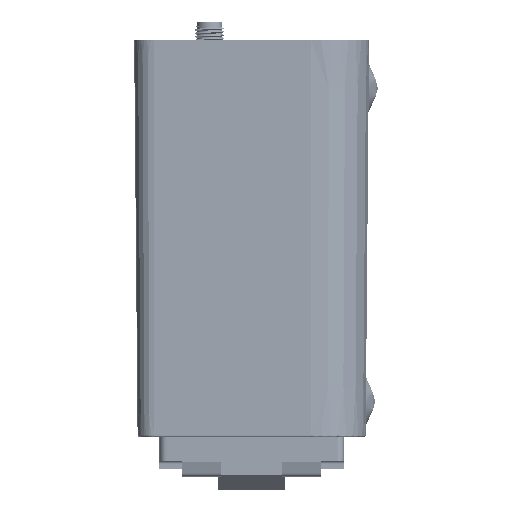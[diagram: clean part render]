
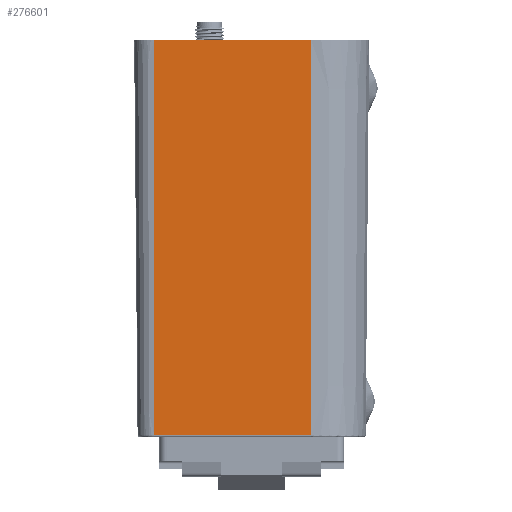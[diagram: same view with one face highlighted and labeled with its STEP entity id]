
A CAD part, left-side view. The second image highlights one B-rep face of the part: STEP entity #276601.
In plain terms, the highlighted face is planar.
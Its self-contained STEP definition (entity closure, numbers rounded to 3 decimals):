
#9814 = PLANE ( 'NONE',  #311417 ) ;
#17536 = CARTESIAN_POINT ( 'NONE',  ( 115.5, 1.1, 0. ) ) ;
#28964 = ORIENTED_EDGE ( 'NONE', *, *, #90278, .F. ) ;
#48722 = VECTOR ( 'NONE', #232201, 1000. ) ;
#71952 = LINE ( 'NONE', #147225, #350387 ) ;
#90278 = EDGE_CURVE ( 'NONE', #164085, #123059, #309667, .T. ) ;
#94345 = VERTEX_POINT ( 'NONE', #139835 ) ;
#107760 = CARTESIAN_POINT ( 'NONE',  ( 115.504, 3.5, 0.496 ) ) ;
#123059 = VERTEX_POINT ( 'NONE', #337949 ) ;
#132010 = FACE_OUTER_BOUND ( 'NONE', #366145, .T. ) ;
#134419 = CARTESIAN_POINT ( 'NONE',  ( 116.23, 36.5, 83.7 ) ) ;
#139252 = ORIENTED_EDGE ( 'NONE', *, *, #187383, .T. ) ;
#139835 = CARTESIAN_POINT ( 'NONE',  ( 115.504, 36.5, 0.496 ) ) ;
#147225 = CARTESIAN_POINT ( 'NONE',  ( 115.504, 1.1, 0.496 ) ) ;
#152785 = VECTOR ( 'NONE', #219511, 1000. ) ;
#164085 = VERTEX_POINT ( 'NONE', #183913 ) ;
#165262 = DIRECTION ( 'NONE',  ( 1., 0., -0.009 ) ) ;
#175283 = ORIENTED_EDGE ( 'NONE', *, *, #317379, .F. ) ;
#183913 = CARTESIAN_POINT ( 'NONE',  ( 115.504, 3.5, 0.496 ) ) ;
#187383 = EDGE_CURVE ( 'NONE', #164085, #94345, #71952, .T. ) ;
#219511 = DIRECTION ( 'NONE',  ( -0.009, 0., -1. ) ) ;
#228312 = CARTESIAN_POINT ( 'NONE',  ( 116.23, 24., 83.7 ) ) ;
#232201 = DIRECTION ( 'NONE',  ( 0., 1., 0. ) ) ;
#232245 = ORIENTED_EDGE ( 'NONE', *, *, #344111, .F. ) ;
#237383 = LINE ( 'NONE', #307535, #152785 ) ;
#257895 = CARTESIAN_POINT ( 'NONE',  ( 116.23, 3.5, 83.7 ) ) ;
#268302 = DIRECTION ( 'NONE',  ( 0., 1., 0. ) ) ;
#276601 = ADVANCED_FACE ( 'NONE', ( #132010 ), #9814, .T. ) ;
#279209 = VERTEX_POINT ( 'NONE', #134419 ) ;
#284572 = LINE ( 'NONE', #228312, #48722 ) ;
#285010 = DIRECTION ( 'NONE',  ( -0.009, 0., -1. ) ) ;
#307535 = CARTESIAN_POINT ( 'NONE',  ( 115.867, 36.5, 42.098 ) ) ;
#309667 = B_SPLINE_CURVE_WITH_KNOTS ( 'NONE', 1,
 ( #107760, #257895 ),
 .UNSPECIFIED., .F., .F.,
 ( 2, 2 ),
 ( 0., 1. ),
 .UNSPECIFIED. ) ;
#311417 = AXIS2_PLACEMENT_3D ( 'NONE', #17536, #165262, #285010 ) ;
#317379 = EDGE_CURVE ( 'NONE', #123059, #279209, #284572, .T. ) ;
#337949 = CARTESIAN_POINT ( 'NONE',  ( 116.23, 3.5, 83.7 ) ) ;
#344111 = EDGE_CURVE ( 'NONE', #279209, #94345, #237383, .T. ) ;
#350387 = VECTOR ( 'NONE', #268302, 1000. ) ;
#366145 = EDGE_LOOP ( 'NONE', ( #28964, #139252, #232245, #175283 ) ) ;
